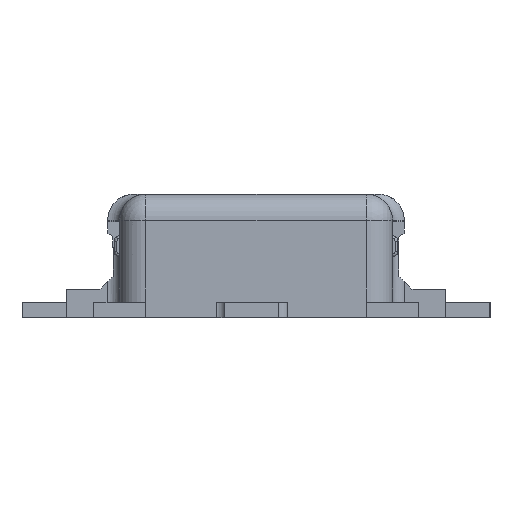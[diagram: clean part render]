
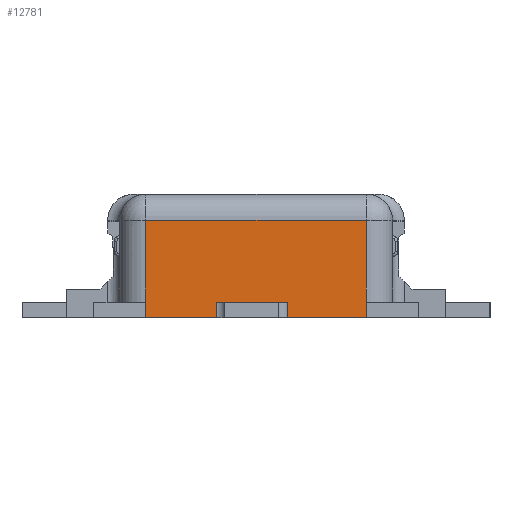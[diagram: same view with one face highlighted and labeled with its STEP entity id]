
A CAD part, left-side view. The second image highlights one B-rep face of the part: STEP entity #12781.
In plain terms, the highlighted planar face has unit normal (-1, 0, 0).
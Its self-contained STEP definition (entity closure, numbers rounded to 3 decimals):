
#2582=DIRECTION('',(0.,0.,1.));
#2583=VECTOR('',#2582,0.315);
#2584=CARTESIAN_POINT('',(-4.13,-0.425,0.06));
#2585=LINE('',#2584,#2583);
#2590=DIRECTION('',(0.,0.,-1.));
#2591=VECTOR('',#2590,0.06);
#2592=CARTESIAN_POINT('',(-4.13,-0.425,0.06));
#2593=LINE('',#2592,#2591);
#2594=DIRECTION('',(0.,1.,0.));
#2595=VECTOR('',#2594,0.305);
#2596=CARTESIAN_POINT('',(-4.13,-0.425,0.));
#2597=LINE('',#2596,#2595);
#2598=DIRECTION('',(0.,1.,0.));
#2599=VECTOR('',#2598,0.273);
#2600=CARTESIAN_POINT('',(-4.13,0.152,0.));
#2601=LINE('',#2600,#2599);
#2606=DIRECTION('',(0.,0.,-1.));
#2607=VECTOR('',#2606,0.315);
#2608=CARTESIAN_POINT('',(-4.13,0.425,0.375));
#2609=LINE('',#2608,#2607);
#4584=DIRECTION('',(0.,1.,0.));
#4585=VECTOR('',#4584,0.85);
#4586=CARTESIAN_POINT('',(-4.13,-0.425,0.375));
#4587=LINE('',#4586,#4585);
#5486=DIRECTION('',(0.,0.,-1.));
#5487=VECTOR('',#5486,0.06);
#5488=CARTESIAN_POINT('',(-4.13,0.425,0.06));
#5489=LINE('',#5488,#5487);
#5853=DIRECTION('',(0.,0.,-1.));
#5854=VECTOR('',#5853,0.06);
#5855=CARTESIAN_POINT('',(-4.13,-0.12,0.06));
#5856=LINE('',#5855,#5854);
#5861=DIRECTION('',(0.,0.,1.));
#5862=VECTOR('',#5861,0.06);
#5863=CARTESIAN_POINT('',(-4.13,0.152,0.));
#5864=LINE('',#5863,#5862);
#5883=DIRECTION('',(0.,-1.,0.));
#5884=VECTOR('',#5883,0.272);
#5885=CARTESIAN_POINT('',(-4.13,0.152,0.06));
#5886=LINE('',#5885,#5884);
#7360=CARTESIAN_POINT('',(-4.13,-0.12,0.));
#7362=VERTEX_POINT('',#7360);
#7363=CARTESIAN_POINT('',(-4.13,-0.425,0.));
#7364=VERTEX_POINT('',#7363);
#7441=CARTESIAN_POINT('',(-4.13,0.425,0.));
#7442=VERTEX_POINT('',#7441);
#7443=CARTESIAN_POINT('',(-4.13,0.152,0.));
#7444=VERTEX_POINT('',#7443);
#7449=CARTESIAN_POINT('',(-4.13,-0.12,0.06));
#7450=VERTEX_POINT('',#7449);
#7453=CARTESIAN_POINT('',(-4.13,0.152,0.06));
#7454=VERTEX_POINT('',#7453);
#7455=CARTESIAN_POINT('',(-4.13,0.425,0.375));
#7456=CARTESIAN_POINT('',(-4.13,0.425,0.06));
#7457=VERTEX_POINT('',#7455);
#7458=VERTEX_POINT('',#7456);
#7459=CARTESIAN_POINT('',(-4.13,-0.425,0.375));
#7460=VERTEX_POINT('',#7459);
#7461=CARTESIAN_POINT('',(-4.13,-0.425,0.06));
#7462=VERTEX_POINT('',#7461);
#12757=CARTESIAN_POINT('',(-4.13,0.57,0.));
#12758=DIRECTION('',(-1.,0.,0.));
#12759=DIRECTION('',(0.,-1.,0.));
#12760=AXIS2_PLACEMENT_3D('',#12757,#12758,#12759);
#12761=PLANE('',#12760);
#12763=ORIENTED_EDGE('',*,*,#12762,.F.);
#12765=ORIENTED_EDGE('',*,*,#12764,.F.);
#12766=ORIENTED_EDGE('',*,*,#12747,.F.);
#12768=ORIENTED_EDGE('',*,*,#12767,.T.);
#12769=ORIENTED_EDGE('',*,*,#9874,.T.);
#12771=ORIENTED_EDGE('',*,*,#12770,.F.);
#12773=ORIENTED_EDGE('',*,*,#12772,.F.);
#12775=ORIENTED_EDGE('',*,*,#12774,.F.);
#12776=ORIENTED_EDGE('',*,*,#9866,.T.);
#12778=ORIENTED_EDGE('',*,*,#12777,.F.);
#12779=EDGE_LOOP('',(#12763,#12765,#12766,#12768,#12769,#12771,#12773,#12775,
#12776,#12778));
#12780=FACE_OUTER_BOUND('',#12779,.F.);
#12781=ADVANCED_FACE('',(#12780),#12761,.T.);
#9866=EDGE_CURVE('',#7444,#7442,#2601,.T.);
#9874=EDGE_CURVE('',#7364,#7362,#2597,.T.);
#12747=EDGE_CURVE('',#7462,#7460,#2585,.T.);
#12762=EDGE_CURVE('',#7457,#7458,#2609,.T.);
#12764=EDGE_CURVE('',#7460,#7457,#4587,.T.);
#12767=EDGE_CURVE('',#7462,#7364,#2593,.T.);
#12770=EDGE_CURVE('',#7450,#7362,#5856,.T.);
#12772=EDGE_CURVE('',#7454,#7450,#5886,.T.);
#12774=EDGE_CURVE('',#7444,#7454,#5864,.T.);
#12777=EDGE_CURVE('',#7458,#7442,#5489,.T.);
